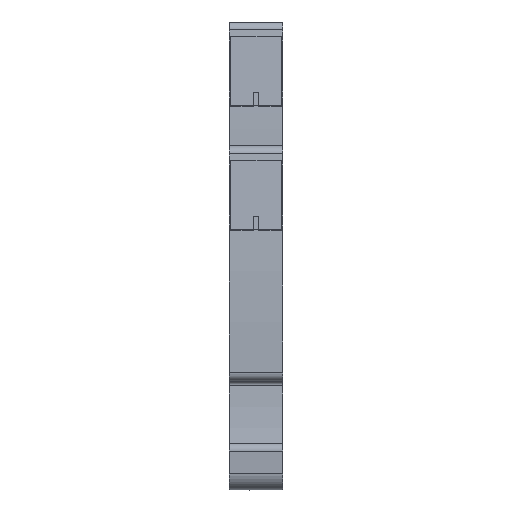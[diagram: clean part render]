
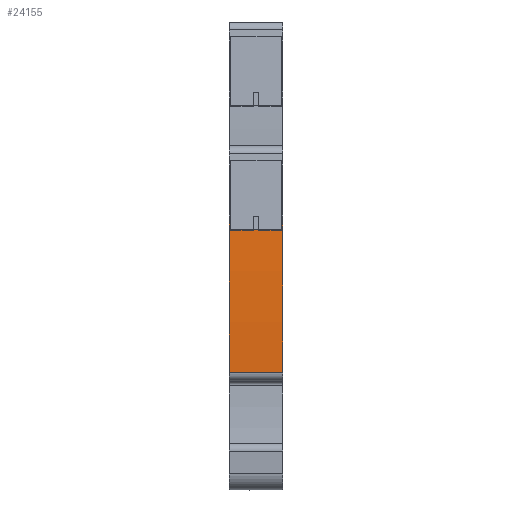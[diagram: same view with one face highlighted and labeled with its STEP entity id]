
A CAD part, front view. The second image highlights one B-rep face of the part: STEP entity #24155.
In plain terms, the highlighted cylindrical face has radius 191.632 mm (diameter 383.264 mm), a partial arc.
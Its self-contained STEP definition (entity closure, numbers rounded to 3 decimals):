
#23377=AXIS2_PLACEMENT_3D('Cylinder Axis2P3D',#23374,#23375,#23376) ;
#24124=AXIS2_PLACEMENT_3D('Circle Axis2P3D',#24122,#24123,$) ;
#24138=AXIS2_PLACEMENT_3D('Circle Axis2P3D',#24136,#24137,$) ;
#24145=AXIS2_PLACEMENT_3D('Circle Axis2P3D',#24143,#24144,$) ;
#23374=CARTESIAN_POINT('Axis2P3D Location',(3.05,193.128,17.05)) ;
#24100=CARTESIAN_POINT('Vertex',(0.,2.,30.933)) ;
#24103=CARTESIAN_POINT('Line Origine',(3.05,2.,30.933)) ;
#24107=CARTESIAN_POINT('Vertex',(6.1,2.,30.933)) ;
#24122=CARTESIAN_POINT('Axis2P3D Location',(0.,193.128,17.05)) ;
#24126=CARTESIAN_POINT('Vertex',(0.,1.53,13.431)) ;
#24129=CARTESIAN_POINT('Line Origine',(3.05,1.53,13.431)) ;
#24133=CARTESIAN_POINT('Vertex',(6.1,1.53,13.431)) ;
#24136=CARTESIAN_POINT('Axis2P3D Location',(6.1,193.128,17.05)) ;
#24140=CARTESIAN_POINT('Vertex',(6.1,1.53,13.45)) ;
#24143=CARTESIAN_POINT('Axis2P3D Location',(6.1,193.128,17.05)) ;
#23375=DIRECTION('Axis2P3D Direction',(1.,0.,0.)) ;
#23376=DIRECTION('Axis2P3D XDirection',(0.,-0.994,0.112)) ;
#24104=DIRECTION('Vector Direction',(1.,0.,0.)) ;
#24123=DIRECTION('Axis2P3D Direction',(1.,0.,0.)) ;
#24130=DIRECTION('Vector Direction',(1.,0.,0.)) ;
#24137=DIRECTION('Axis2P3D Direction',(1.,0.,0.)) ;
#24144=DIRECTION('Axis2P3D Direction',(1.,0.,0.)) ;
#24105=VECTOR('Line Direction',#24104,1.) ;
#24131=VECTOR('Line Direction',#24130,1.) ;
#24149=ORIENTED_EDGE('',*,*,#24128,.T.) ;
#24150=ORIENTED_EDGE('',*,*,#24135,.T.) ;
#24151=ORIENTED_EDGE('',*,*,#24142,.F.) ;
#24152=ORIENTED_EDGE('',*,*,#24147,.F.) ;
#24153=ORIENTED_EDGE('',*,*,#24109,.F.) ;
#24155=ADVANCED_FACE('Brep With Voids',(#24154),#23378,.T.) ;
#24125=CIRCLE('generated circle',#24124,191.632) ;
#24139=CIRCLE('generated circle',#24138,191.632) ;
#24146=CIRCLE('generated circle',#24145,191.632) ;
#23378=CYLINDRICAL_SURFACE('generated cylinder',#23377,191.632) ;
#24109=EDGE_CURVE('',#24101,#24108,#24106,.T.) ;
#24128=EDGE_CURVE('',#24101,#24127,#24125,.T.) ;
#24135=EDGE_CURVE('',#24127,#24134,#24132,.T.) ;
#24142=EDGE_CURVE('',#24141,#24134,#24139,.T.) ;
#24147=EDGE_CURVE('',#24108,#24141,#24146,.T.) ;
#24148=EDGE_LOOP('',(#24149,#24150,#24151,#24152,#24153)) ;
#24154=FACE_OUTER_BOUND('',#24148,.T.) ;
#24106=LINE('Line',#24103,#24105) ;
#24132=LINE('Line',#24129,#24131) ;
#24101=VERTEX_POINT('',#24100) ;
#24108=VERTEX_POINT('',#24107) ;
#24127=VERTEX_POINT('',#24126) ;
#24134=VERTEX_POINT('',#24133) ;
#24141=VERTEX_POINT('',#24140) ;
